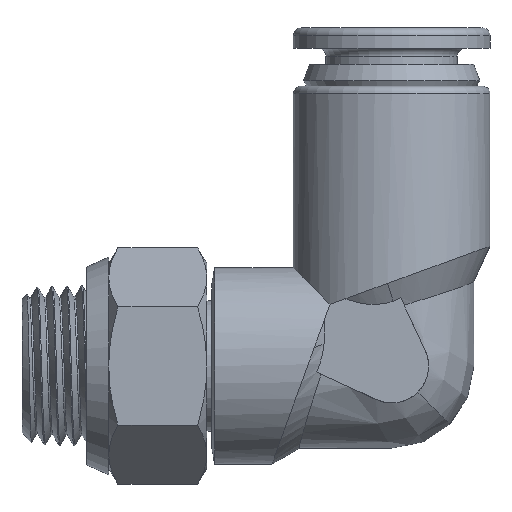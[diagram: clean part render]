
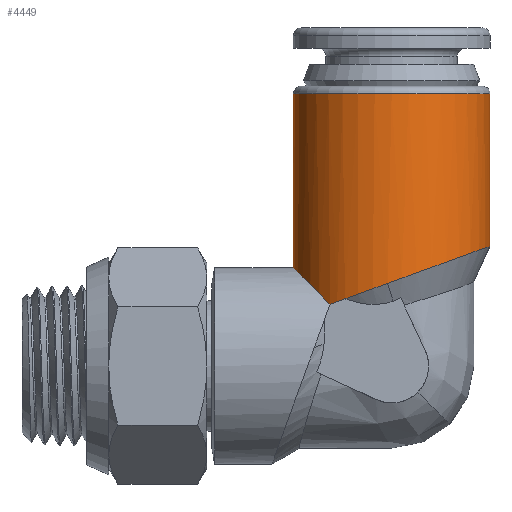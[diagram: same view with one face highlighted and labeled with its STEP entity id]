
A CAD part, left-side view. The second image highlights one B-rep face of the part: STEP entity #4449.
In plain terms, the highlighted cylindrical face has radius 6.25 mm (diameter 12.5 mm), a partial arc.
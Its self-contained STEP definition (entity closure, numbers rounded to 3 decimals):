
#206 = VERTEX_POINT ( 'NONE', #6306 ) ;
#229 = CARTESIAN_POINT ( 'NONE',  ( 0., -6.25, 7.62 ) ) ;
#261 = EDGE_CURVE ( 'NONE', #6587, #4276, #5075, .T. ) ;
#416 = CARTESIAN_POINT ( 'NONE',  ( -1.925, 6.25, 6.25 ) ) ;
#464 = AXIS2_PLACEMENT_3D ( 'NONE', #3081, #2004, #5620 ) ;
#518 = CARTESIAN_POINT ( 'NONE',  ( -5.108, 3.622, 4.027 ) ) ;
#732 = EDGE_LOOP ( 'NONE', ( #1367, #2130, #4554, #1119, #1397, #811, #6161 ) ) ;
#803 = EDGE_CURVE ( 'NONE', #6587, #4904, #5795, .T. ) ;
#811 = ORIENTED_EDGE ( 'NONE', *, *, #261, .T. ) ;
#866 = CYLINDRICAL_SURFACE ( 'NONE', #5537, 6.25 ) ;
#911 = VERTEX_POINT ( 'NONE', #977 ) ;
#944 = CARTESIAN_POINT ( 'NONE',  ( -6.404, -3.518, 6.626 ) ) ;
#975 = EDGE_CURVE ( 'NONE', #5121, #206, #4596, .T. ) ;
#977 = CARTESIAN_POINT ( 'NONE',  ( 0., 6.25, 6.25 ) ) ;
#1063 = DIRECTION ( 'NONE',  ( 0., 0., 1. ) ) ;
#1087 = CARTESIAN_POINT ( 'NONE',  ( 0., -6.25, 21.488 ) ) ;
#1119 = ORIENTED_EDGE ( 'NONE', *, *, #3098, .F. ) ;
#1367 = ORIENTED_EDGE ( 'NONE', *, *, #4984, .F. ) ;
#1397 = ORIENTED_EDGE ( 'NONE', *, *, #803, .F. ) ;
#1471 = CARTESIAN_POINT ( 'NONE',  ( -4.869, 3.919, 3.919 ) ) ;
#1934 = CARTESIAN_POINT ( 'NONE',  ( -6.244, 0.263, 5.249 ) ) ;
#2004 = DIRECTION ( 'NONE',  ( 0., 0., -1. ) ) ;
#2130 = ORIENTED_EDGE ( 'NONE', *, *, #2932, .F. ) ;
#2166 = VERTEX_POINT ( 'NONE', #3919 ) ;
#2348 = CARTESIAN_POINT ( 'NONE',  ( 0., -6.25, 17.288 ) ) ;
#2386 = CARTESIAN_POINT ( 'NONE',  ( -5.499, 2.97, 4.264 ) ) ;
#2439 = CARTESIAN_POINT ( 'NONE',  ( -6.244, 0.263, 5.249 ) ) ;
#2462 = CARTESIAN_POINT ( 'NONE',  ( 0., 6.25, 21.488 ) ) ;
#2932 = EDGE_CURVE ( 'NONE', #206, #911, #5510, .T. ) ;
#2940 = DIRECTION ( 'NONE',  ( 0., -1., 0. ) ) ;
#3056 = VECTOR ( 'NONE', #4390, 1000. ) ;
#3081 = CARTESIAN_POINT ( 'NONE',  ( 0., 0., 17.288 ) ) ;
#3098 = EDGE_CURVE ( 'NONE', #4904, #5121, #4325, .T. ) ;
#3108 = CARTESIAN_POINT ( 'NONE',  ( -5.952, 2.132, 4.569 ) ) ;
#3155 = CARTESIAN_POINT ( 'NONE',  ( -6.204, 1.214, 4.903 ) ) ;
#3515 = CARTESIAN_POINT ( 'NONE',  ( -3.662, 5.419, 5.419 ) ) ;
#3657 = CARTESIAN_POINT ( 'NONE',  ( -5.499, 2.97, 4.264 ) ) ;
#3723 = VECTOR ( 'NONE', #1063, 1000. ) ;
#3919 = CARTESIAN_POINT ( 'NONE',  ( 0., 6.25, 17.288 ) ) ;
#3921 = EDGE_CURVE ( 'NONE', #4276, #2166, #6507, .T. ) ;
#4276 = VERTEX_POINT ( 'NONE', #2348 ) ;
#4325 =( BOUNDED_CURVE ( )  B_SPLINE_CURVE ( 3, ( #6200, #3155, #3108, #3657 ),
 .UNSPECIFIED., .F., .F. ) 
 B_SPLINE_CURVE_WITH_KNOTS ( ( 4, 4 ),
 ( 1.613, 2.066 ),
 .UNSPECIFIED. ) 
 CURVE ( )  GEOMETRIC_REPRESENTATION_ITEM ( )  RATIONAL_B_SPLINE_CURVE ( ( 1., 0.983, 0.983, 1. ) ) 
 REPRESENTATION_ITEM ( '' )  );
#4390 = DIRECTION ( 'NONE',  ( 0., 0., 1. ) ) ;
#4449 = ADVANCED_FACE ( 'NONE', ( #5951 ), #866, .T. ) ;
#4546 = CARTESIAN_POINT ( 'NONE',  ( -5.499, 2.97, 4.264 ) ) ;
#4554 = ORIENTED_EDGE ( 'NONE', *, *, #975, .F. ) ;
#4563 = CARTESIAN_POINT ( 'NONE',  ( -5.318, 3.305, 4.142 ) ) ;
#4596 =( BOUNDED_CURVE ( )  B_SPLINE_CURVE ( 3, ( #4546, #4563, #518, #1471 ),
 .UNSPECIFIED., .F., .F. ) 
 B_SPLINE_CURVE_WITH_KNOTS ( ( 4, 4 ),
 ( 2.066, 2.248 ),
 .UNSPECIFIED. ) 
 CURVE ( )  GEOMETRIC_REPRESENTATION_ITEM ( )  RATIONAL_B_SPLINE_CURVE ( ( 1., 0.997, 0.997, 1. ) ) 
 REPRESENTATION_ITEM ( '' )  );
#4742 = LINE ( 'NONE', #2462, #3056 ) ;
#4904 = VERTEX_POINT ( 'NONE', #2439 ) ;
#4984 = EDGE_CURVE ( 'NONE', #911, #2166, #4742, .T. ) ;
#5052 = CARTESIAN_POINT ( 'NONE',  ( 0., 6.25, 6.25 ) ) ;
#5075 = LINE ( 'NONE', #1087, #3723 ) ;
#5079 = CARTESIAN_POINT ( 'NONE',  ( -4.869, 3.919, 3.919 ) ) ;
#5121 = VERTEX_POINT ( 'NONE', #2386 ) ;
#5510 =( BOUNDED_CURVE ( )  B_SPLINE_CURVE ( 3, ( #5079, #3515, #416, #5052 ),
 .UNSPECIFIED., .F., .F. ) 
 B_SPLINE_CURVE_WITH_KNOTS ( ( 4, 4 ),
 ( 5.39, 6.283 ),
 .UNSPECIFIED. ) 
 CURVE ( )  GEOMETRIC_REPRESENTATION_ITEM ( )  RATIONAL_B_SPLINE_CURVE ( ( 1., 0.935, 0.935, 1. ) ) 
 REPRESENTATION_ITEM ( '' )  );
#5537 = AXIS2_PLACEMENT_3D ( 'NONE', #6496, #6008, #2940 ) ;
#5575 = CARTESIAN_POINT ( 'NONE',  ( -3.785, -6.25, 7.62 ) ) ;
#5620 = DIRECTION ( 'NONE',  ( 0., 1., 0. ) ) ;
#5795 =( BOUNDED_CURVE ( )  B_SPLINE_CURVE ( 3, ( #6011, #5575, #944, #1934 ),
 .UNSPECIFIED., .F., .F. ) 
 B_SPLINE_CURVE_WITH_KNOTS ( ( 4, 4 ),
 ( 0., 1.613 ),
 .UNSPECIFIED. ) 
 CURVE ( )  GEOMETRIC_REPRESENTATION_ITEM ( )  RATIONAL_B_SPLINE_CURVE ( ( 1., 0.795, 0.795, 1. ) ) 
 REPRESENTATION_ITEM ( '' )  );
#5951 = FACE_OUTER_BOUND ( 'NONE', #732, .T. ) ;
#6008 = DIRECTION ( 'NONE',  ( 0., 0., 1. ) ) ;
#6011 = CARTESIAN_POINT ( 'NONE',  ( 0., -6.25, 7.62 ) ) ;
#6161 = ORIENTED_EDGE ( 'NONE', *, *, #3921, .T. ) ;
#6200 = CARTESIAN_POINT ( 'NONE',  ( -6.244, 0.263, 5.249 ) ) ;
#6306 = CARTESIAN_POINT ( 'NONE',  ( -4.869, 3.919, 3.919 ) ) ;
#6496 = CARTESIAN_POINT ( 'NONE',  ( 0., 0., 21.488 ) ) ;
#6507 = CIRCLE ( 'NONE', #464, 6.25 ) ;
#6587 = VERTEX_POINT ( 'NONE', #229 ) ;
